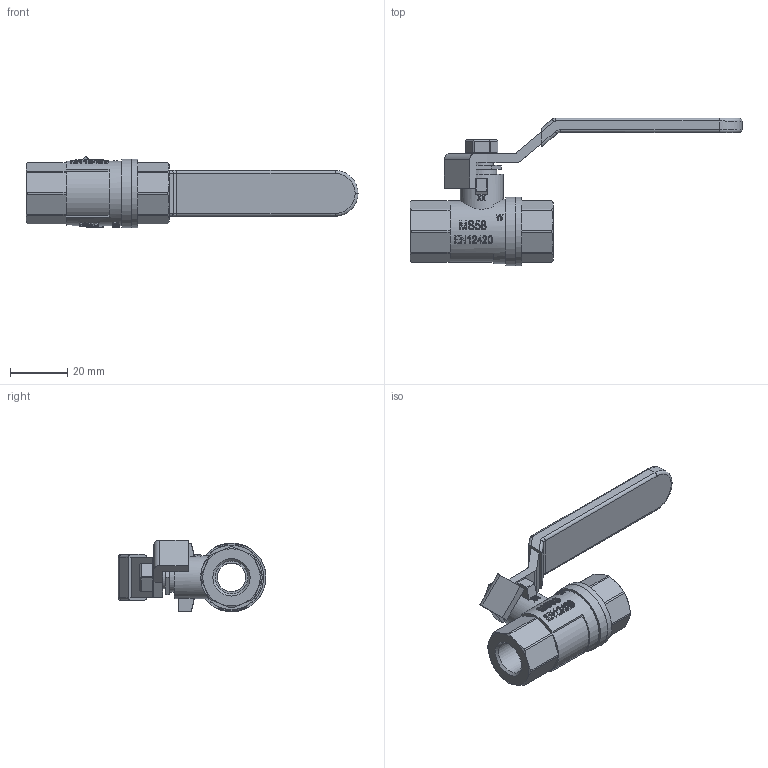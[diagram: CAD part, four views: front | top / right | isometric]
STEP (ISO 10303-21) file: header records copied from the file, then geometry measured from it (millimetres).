
FILE_DESCRIPTION(/* description */ ('Unknown'),/* implementation_level */ '2;1');
FILE_NAME(/* name */ '756-02',/* time_stamp */ '2022-07-27T12:31:23+02:00',/* author */ ('Unknown'),/* organization */ ('Unknown'),/* preprocessor_version */ 'ST-DEVELOPER v16.7',/* originating_system */ 'Solid Edge',/* authorisation */ 'Unknown');
FILE_SCHEMA (('AUTOMOTIVE_DESIGN {1 0 10303 214 3 1 1}'));
Length unit declared in the file: millimetre
Products named in the file (11): 2.756.008_010; 756B-1_4-3_8-Spindel_zus._oa_0; 756-1_4-Stopfbuchse; 756B-1_4-3_8-Spindel; 756B-1_4-Körper-zus._oa_1; 756-1_4-Einschraubteil; 756B-1_4-Körper; Stahlgriff 1_4 - 3_4; Stahlgriff-n; Stahlgriff-u; DIN934-M6.1.1
Assembly tree (10 placements, depth 3):
  2.756.008_010
    756B-1_4-3_8-Spindel_zus._oa_0
      756-1_4-Stopfbuchse
      756B-1_4-3_8-Spindel
    756B-1_4-Körper-zus._oa_1
      756-1_4-Einschraubteil
      756B-1_4-Körper
    Stahlgriff 1_4 - 3_4
      Stahlgriff-n
      Stahlgriff-u
    DIN934-M6.1.1
Bounding box: 116 x 51.6 x 24.96 mm (x, y, z)
Volume: 21002.2 mm3; surface area: 19644 mm2
Topology: 7 solids, 7 shells, 1206 faces, 3329 edges, 2205 vertices
Faces by surface type: plane 1038, cylinder 121, cone 36, bspline 8, sphere 2, torus 1
Full cylindrical faces by diameter (mm): 5 x1, 6.3 x1, 8 x3, 8.1 x1, 9 x1, 10 x3, 10.5 x1, 10.92 x1, 11.445 x2, 12 x1, 15 x1, 16 x2, 18.38 x1, 20 x1, 20.2 x1, 22.5 x1, 24 x2
Entity records: 48712 total; most frequent: CARTESIAN_POINT 8878, DIRECTION 7411, ORIENTED_EDGE 6572, EDGE_CURVE 3286, AXIS2_PLACEMENT_3D 2978, VERTEX_POINT 2199, LINE 1455, VECTOR 1455
